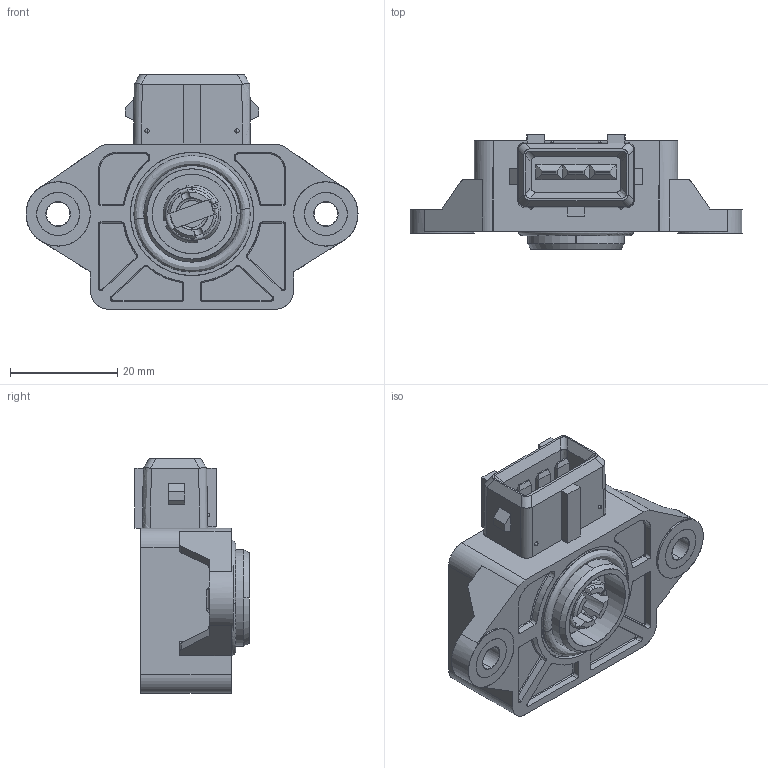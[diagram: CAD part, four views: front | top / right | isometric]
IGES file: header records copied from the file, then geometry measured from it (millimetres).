
Start section: SolidWorks IGES file using analytic representation for surfaces
Global section: file name: Sensor SP50_.IGS; native system: SolidWorks 2009; preprocessor: SolidWorks 2009; author: schweiker; date: 100325.111804; units: millimetre
Bounding box: 62 x 21.35 x 43.8 mm (x, y, z)
Surface area: 9454.1 mm2 (no closed solid volume)
Topology: 0 solids, 0 shells, 520 faces, 4595 edges, 4582 vertices
Faces by surface type: bspline 295, revolution 225
